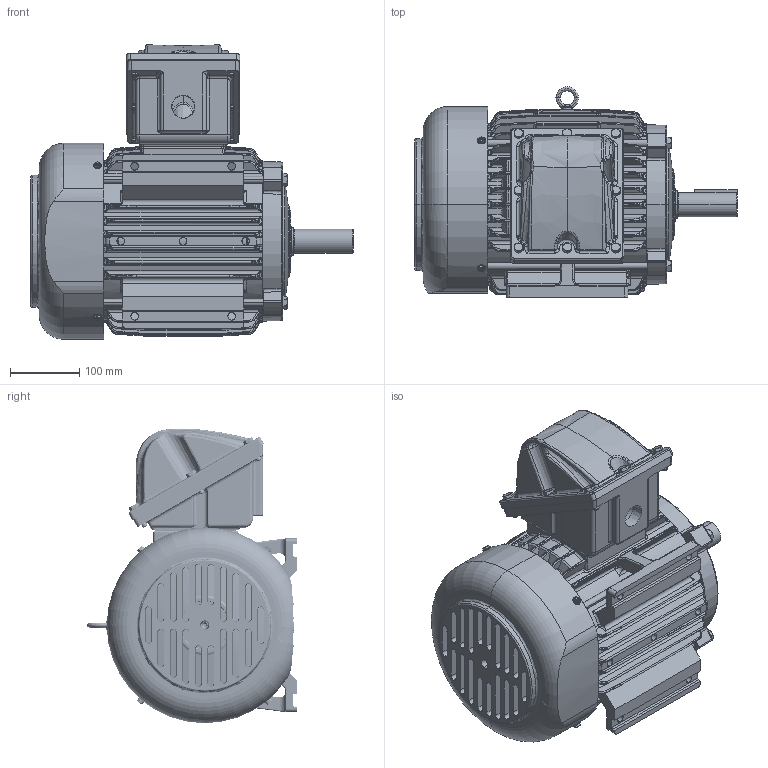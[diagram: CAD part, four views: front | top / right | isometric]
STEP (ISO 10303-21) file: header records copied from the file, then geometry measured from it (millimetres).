
FILE_DESCRIPTION(('CATIA V5 STEP Exchange'),'2;1');
FILE_NAME('31043A298--AEHHXV 213T.stp','2017-11-09T10:21:23+00:00',('none'),('none'),'Unofficial Packaging Version','CATIA V5 STEP AP203','none');
FILE_SCHEMA(('CONFIG_CONTROL_DESIGN'));
Length unit declared in the file: millimetre
Products named in the file (1): 31043A298--AEHHXV 213T
Bounding box: 463.8 x 303.2 x 423.85 mm (x, y, z)
Volume: 6492728.9 mm3; surface area: 1495550.9 mm2
Topology: 2 solids, 17 shells, 3963 faces, 10102 edges, 5982 vertices
Faces by surface type: bspline 1463, cylinder 821, plane 699, torus 463, cone 386, sphere 93, revolution 38
Entity records: 167409 total; most frequent: CARTESIAN_POINT 92924, ORIENTED_EDGE 19550, EDGE_CURVE 9775, DIRECTION 9214, VERTEX_POINT 5982, AXIS2_PLACEMENT_3D 4614, EDGE_LOOP 4203, ADVANCED_FACE 3963
